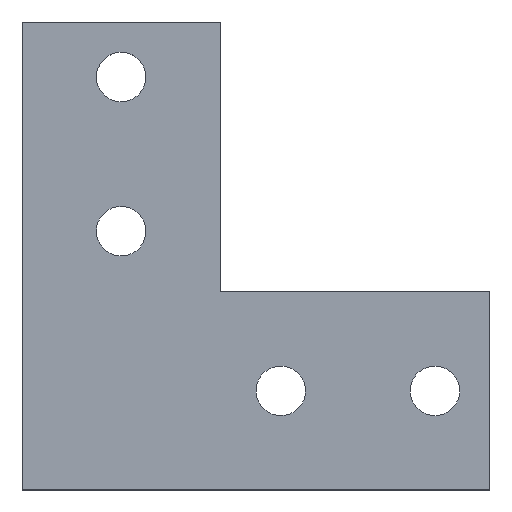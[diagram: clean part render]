
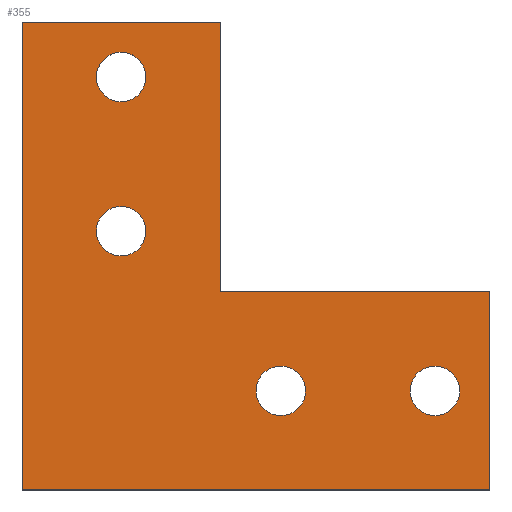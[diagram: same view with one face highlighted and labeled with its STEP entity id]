
A CAD part, top view. The second image highlights one B-rep face of the part: STEP entity #355.
In plain terms, the highlighted planar face has unit normal (0, 0, 1).
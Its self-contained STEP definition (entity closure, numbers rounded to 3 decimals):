
#8 = CARTESIAN_POINT ( 'NONE',  ( 0., 0., 3. ) ) ;
#16 = CARTESIAN_POINT ( 'NONE',  ( 36., 85., 3. ) ) ;
#37 = FACE_OUTER_BOUND ( 'NONE', #237, .T. ) ;
#38 = VERTEX_POINT ( 'NONE', #304 ) ;
#39 = CARTESIAN_POINT ( 'NONE',  ( 47., 18., 3. ) ) ;
#40 = CIRCLE ( 'NONE', #228, 4.5 ) ;
#43 = FACE_BOUND ( 'NONE', #364, .T. ) ;
#46 = CARTESIAN_POINT ( 'NONE',  ( 22.5, 47., 3. ) ) ;
#51 = LINE ( 'NONE', #563, #447 ) ;
#57 = EDGE_CURVE ( 'NONE', #335, #99, #549, .T. ) ;
#58 = VERTEX_POINT ( 'NONE', #153 ) ;
#74 = DIRECTION ( 'NONE',  ( 1., 0., 0. ) ) ;
#80 = EDGE_CURVE ( 'NONE', #196, #366, #495, .T. ) ;
#81 = VERTEX_POINT ( 'NONE', #8 ) ;
#82 = CARTESIAN_POINT ( 'NONE',  ( 36., 85., 3. ) ) ;
#83 = DIRECTION ( 'NONE',  ( 1., 0., 0. ) ) ;
#86 = CIRCLE ( 'NONE', #112, 4.5 ) ;
#99 = VERTEX_POINT ( 'NONE', #190 ) ;
#100 = VERTEX_POINT ( 'NONE', #140 ) ;
#105 = CARTESIAN_POINT ( 'NONE',  ( 18., 47., 3. ) ) ;
#110 = EDGE_CURVE ( 'NONE', #58, #312, #136, .T. ) ;
#111 = EDGE_LOOP ( 'NONE', ( #290, #429 ) ) ;
#112 = AXIS2_PLACEMENT_3D ( 'NONE', #105, #472, #135 ) ;
#113 = AXIS2_PLACEMENT_3D ( 'NONE', #143, #197, #330 ) ;
#124 = LINE ( 'NONE', #554, #561 ) ;
#125 = DIRECTION ( 'NONE',  ( 0., 0., 1. ) ) ;
#128 = LINE ( 'NONE', #82, #129 ) ;
#129 = VECTOR ( 'NONE', #270, 1000. ) ;
#130 = DIRECTION ( 'NONE',  ( 0., 0., 1. ) ) ;
#131 = ORIENTED_EDGE ( 'NONE', *, *, #589, .T. ) ;
#132 = CARTESIAN_POINT ( 'NONE',  ( 85., 36., 3. ) ) ;
#135 = DIRECTION ( 'NONE',  ( 1., 0., 0. ) ) ;
#136 = CIRCLE ( 'NONE', #113, 4.5 ) ;
#140 = CARTESIAN_POINT ( 'NONE',  ( 70.5, 18., 3. ) ) ;
#143 = CARTESIAN_POINT ( 'NONE',  ( 18., 75., 3. ) ) ;
#152 = EDGE_CURVE ( 'NONE', #100, #295, #171, .T. ) ;
#153 = CARTESIAN_POINT ( 'NONE',  ( 22.5, 75., 3. ) ) ;
#154 = ORIENTED_EDGE ( 'NONE', *, *, #531, .F. ) ;
#160 = AXIS2_PLACEMENT_3D ( 'NONE', #473, #236, #514 ) ;
#168 = CARTESIAN_POINT ( 'NONE',  ( 85., 0., 3. ) ) ;
#171 = CIRCLE ( 'NONE', #406, 4.5 ) ;
#181 = CARTESIAN_POINT ( 'NONE',  ( 79.5, 18., 3. ) ) ;
#185 = EDGE_CURVE ( 'NONE', #312, #58, #460, .T. ) ;
#186 = DIRECTION ( 'NONE',  ( 1., 0., 0. ) ) ;
#190 = CARTESIAN_POINT ( 'NONE',  ( 51.5, 18., 3. ) ) ;
#195 = EDGE_CURVE ( 'NONE', #392, #564, #491, .T. ) ;
#196 = VERTEX_POINT ( 'NONE', #168 ) ;
#197 = DIRECTION ( 'NONE',  ( 0., 0., 1. ) ) ;
#203 = ORIENTED_EDGE ( 'NONE', *, *, #381, .F. ) ;
#219 = DIRECTION ( 'NONE',  ( 1., 0., 0. ) ) ;
#225 = DIRECTION ( 'NONE',  ( 0., 1., 0. ) ) ;
#227 = CARTESIAN_POINT ( 'NONE',  ( 13.5, 75., 3. ) ) ;
#228 = AXIS2_PLACEMENT_3D ( 'NONE', #416, #125, #186 ) ;
#230 = CARTESIAN_POINT ( 'NONE',  ( 0., 85., 3. ) ) ;
#231 = ORIENTED_EDGE ( 'NONE', *, *, #195, .T. ) ;
#232 = CARTESIAN_POINT ( 'NONE',  ( 42.5, 18., 3. ) ) ;
#236 = DIRECTION ( 'NONE',  ( 0., 0., 1. ) ) ;
#237 = EDGE_LOOP ( 'NONE', ( #282, #131, #252, #467, #576, #231 ) ) ;
#242 = DIRECTION ( 'NONE',  ( 0., -1., 0. ) ) ;
#244 = AXIS2_PLACEMENT_3D ( 'NONE', #397, #584, #351 ) ;
#252 = ORIENTED_EDGE ( 'NONE', *, *, #396, .T. ) ;
#265 = DIRECTION ( 'NONE',  ( 0., 1., 0. ) ) ;
#270 = DIRECTION ( 'NONE',  ( -1., 0., 0. ) ) ;
#271 = EDGE_CURVE ( 'NONE', #99, #335, #303, .T. ) ;
#274 = AXIS2_PLACEMENT_3D ( 'NONE', #309, #489, #74 ) ;
#278 = VERTEX_POINT ( 'NONE', #46 ) ;
#282 = ORIENTED_EDGE ( 'NONE', *, *, #297, .T. ) ;
#283 = CARTESIAN_POINT ( 'NONE',  ( 0., 0., 3. ) ) ;
#290 = ORIENTED_EDGE ( 'NONE', *, *, #57, .F. ) ;
#295 = VERTEX_POINT ( 'NONE', #181 ) ;
#297 = EDGE_CURVE ( 'NONE', #564, #324, #128, .T. ) ;
#303 = CIRCLE ( 'NONE', #399, 4.5 ) ;
#304 = CARTESIAN_POINT ( 'NONE',  ( 13.5, 47., 3. ) ) ;
#309 = CARTESIAN_POINT ( 'NONE',  ( 18., 75., 3. ) ) ;
#312 = VERTEX_POINT ( 'NONE', #227 ) ;
#315 = PLANE ( 'NONE',  #591 ) ;
#324 = VERTEX_POINT ( 'NONE', #230 ) ;
#330 = DIRECTION ( 'NONE',  ( 1., 0., 0. ) ) ;
#335 = VERTEX_POINT ( 'NONE', #232 ) ;
#343 = EDGE_CURVE ( 'NONE', #366, #392, #413, .T. ) ;
#344 = ORIENTED_EDGE ( 'NONE', *, *, #185, .F. ) ;
#346 = VECTOR ( 'NONE', #265, 1000. ) ;
#350 = CARTESIAN_POINT ( 'NONE',  ( 75., 18., 3. ) ) ;
#351 = DIRECTION ( 'NONE',  ( 1., 0., 0. ) ) ;
#355 = ADVANCED_FACE ( 'NONE', ( #594, #459, #37, #43, #405 ), #315, .T. ) ;
#364 = EDGE_LOOP ( 'NONE', ( #203, #437 ) ) ;
#366 = VERTEX_POINT ( 'NONE', #132 ) ;
#370 = CARTESIAN_POINT ( 'NONE',  ( 85., 36., 3. ) ) ;
#373 = CARTESIAN_POINT ( 'NONE',  ( 36., 36., 3. ) ) ;
#381 = EDGE_CURVE ( 'NONE', #38, #278, #40, .T. ) ;
#388 = ORIENTED_EDGE ( 'NONE', *, *, #152, .F. ) ;
#392 = VERTEX_POINT ( 'NONE', #373 ) ;
#395 = DIRECTION ( 'NONE',  ( 0., 0., 1. ) ) ;
#396 = EDGE_CURVE ( 'NONE', #81, #196, #124, .T. ) ;
#397 = CARTESIAN_POINT ( 'NONE',  ( 47., 18., 3. ) ) ;
#399 = AXIS2_PLACEMENT_3D ( 'NONE', #39, #463, #83 ) ;
#405 = FACE_BOUND ( 'NONE', #442, .T. ) ;
#406 = AXIS2_PLACEMENT_3D ( 'NONE', #350, #395, #219 ) ;
#407 = CIRCLE ( 'NONE', #160, 4.5 ) ;
#410 = DIRECTION ( 'NONE',  ( 1., 0., 0. ) ) ;
#412 = EDGE_LOOP ( 'NONE', ( #344, #443 ) ) ;
#413 = LINE ( 'NONE', #370, #424 ) ;
#416 = CARTESIAN_POINT ( 'NONE',  ( 18., 47., 3. ) ) ;
#423 = EDGE_CURVE ( 'NONE', #278, #38, #86, .T. ) ;
#424 = VECTOR ( 'NONE', #551, 1000. ) ;
#429 = ORIENTED_EDGE ( 'NONE', *, *, #271, .F. ) ;
#437 = ORIENTED_EDGE ( 'NONE', *, *, #423, .F. ) ;
#442 = EDGE_LOOP ( 'NONE', ( #388, #154 ) ) ;
#443 = ORIENTED_EDGE ( 'NONE', *, *, #110, .F. ) ;
#447 = VECTOR ( 'NONE', #242, 1000. ) ;
#459 = FACE_BOUND ( 'NONE', #412, .T. ) ;
#460 = CIRCLE ( 'NONE', #274, 4.5 ) ;
#463 = DIRECTION ( 'NONE',  ( 0., 0., 1. ) ) ;
#467 = ORIENTED_EDGE ( 'NONE', *, *, #80, .T. ) ;
#472 = DIRECTION ( 'NONE',  ( 0., 0., 1. ) ) ;
#473 = CARTESIAN_POINT ( 'NONE',  ( 75., 18., 3. ) ) ;
#489 = DIRECTION ( 'NONE',  ( 0., 0., 1. ) ) ;
#491 = LINE ( 'NONE', #570, #346 ) ;
#495 = LINE ( 'NONE', #535, #580 ) ;
#514 = DIRECTION ( 'NONE',  ( 1., 0., 0. ) ) ;
#531 = EDGE_CURVE ( 'NONE', #295, #100, #407, .T. ) ;
#535 = CARTESIAN_POINT ( 'NONE',  ( 85., 0., 3. ) ) ;
#543 = DIRECTION ( 'NONE',  ( 1., 0., 0. ) ) ;
#549 = CIRCLE ( 'NONE', #244, 4.5 ) ;
#551 = DIRECTION ( 'NONE',  ( -1., 0., 0. ) ) ;
#554 = CARTESIAN_POINT ( 'NONE',  ( 0., 0., 3. ) ) ;
#561 = VECTOR ( 'NONE', #410, 1000. ) ;
#563 = CARTESIAN_POINT ( 'NONE',  ( 0., 85., 3. ) ) ;
#564 = VERTEX_POINT ( 'NONE', #16 ) ;
#570 = CARTESIAN_POINT ( 'NONE',  ( 36., 36., 3. ) ) ;
#576 = ORIENTED_EDGE ( 'NONE', *, *, #343, .T. ) ;
#580 = VECTOR ( 'NONE', #225, 1000. ) ;
#584 = DIRECTION ( 'NONE',  ( 0., 0., 1. ) ) ;
#589 = EDGE_CURVE ( 'NONE', #324, #81, #51, .T. ) ;
#591 = AXIS2_PLACEMENT_3D ( 'NONE', #283, #130, #543 ) ;
#594 = FACE_BOUND ( 'NONE', #111, .T. ) ;
